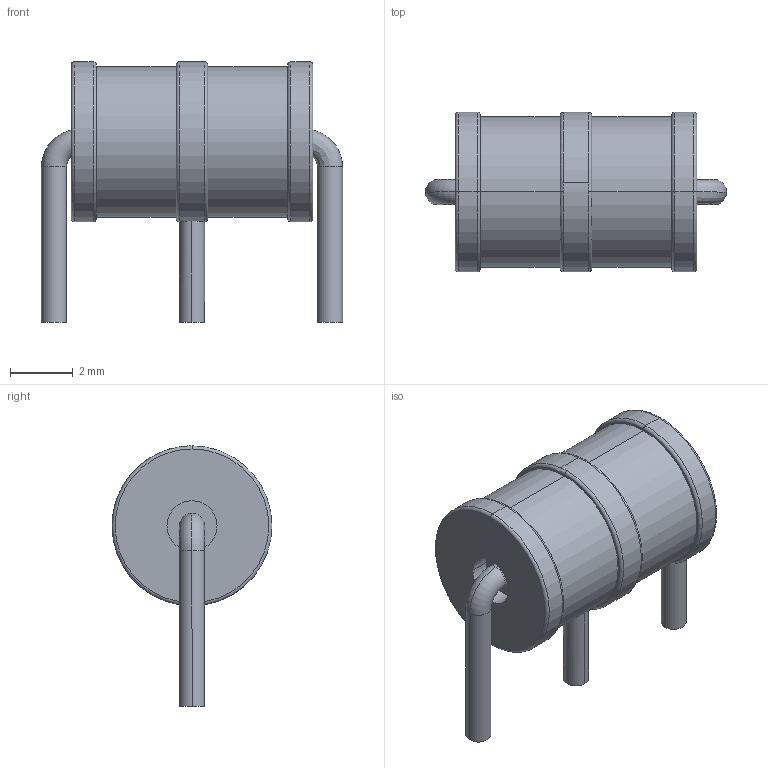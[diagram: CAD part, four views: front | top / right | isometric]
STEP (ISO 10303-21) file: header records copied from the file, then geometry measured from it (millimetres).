
FILE_DESCRIPTION((''),'2;1');
FILE_NAME('SAR_BOURNS_2036-XX-B2.stp','2013-10-24T13:51:04',(''),(''),'Mechanical Desktop 2011','Mechanical Desktop 2011',', , ');
FILE_SCHEMA(('AUTOMOTIVE_DESIGN { 1 2 10303 214 1 1 1 1 }'));
Length unit declared in the file: millimetre
Products named in the file (1): Product
Bounding box: 9.6 x 5.1 x 8.3 mm (x, y, z)
Volume: 151.2 mm3; surface area: 363.5 mm2
Topology: 9 solids, 9 shells, 63 faces, 117 edges, 72 vertices
Faces by surface type: cylinder 18, bspline 18, torus 14, plane 13
Entity records: 1890 total; most frequent: CARTESIAN_POINT 565, DIRECTION 291, ORIENTED_EDGE 234, AXIS2_PLACEMENT_3D 132, EDGE_CURVE 117, CIRCLE 86, VERTEX_POINT 72, EDGE_LOOP 67
